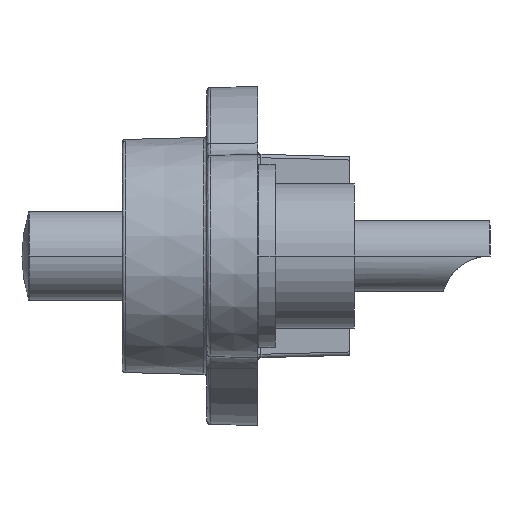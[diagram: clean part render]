
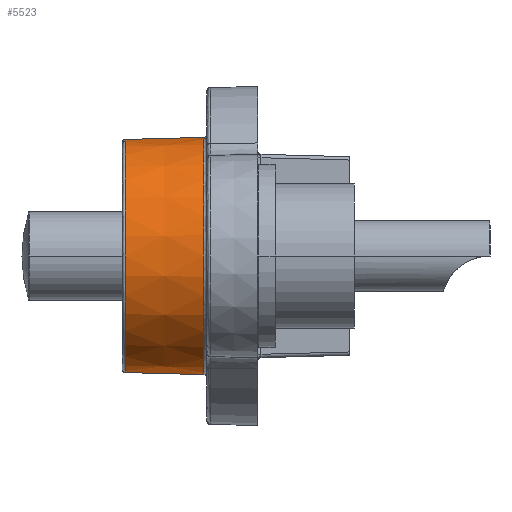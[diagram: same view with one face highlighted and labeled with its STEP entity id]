
A CAD part, left-side view. The second image highlights one B-rep face of the part: STEP entity #5523.
In plain terms, the highlighted conical face has half-angle 1.5 degrees and reference radius 3.497 mm.
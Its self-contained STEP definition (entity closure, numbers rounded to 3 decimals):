
#89 = DIRECTION ( 'NONE',  ( 0., 0., -1. ) ) ;
#340 = CARTESIAN_POINT ( 'NONE',  ( 0., 1.597, 3.497 ) ) ;
#483 = DIRECTION ( 'NONE',  ( 0., -1., -0.026 ) ) ;
#498 = CIRCLE ( 'NONE', #1189, 3.497 ) ;
#543 = VERTEX_POINT ( 'NONE', #3092 ) ;
#947 = AXIS2_PLACEMENT_3D ( 'NONE', #1917, #4714, #6341 ) ;
#1024 = LINE ( 'NONE', #6106, #1281 ) ;
#1113 = CARTESIAN_POINT ( 'NONE',  ( 0., 1.597, 0. ) ) ;
#1178 = CONICAL_SURFACE ( 'NONE', #947, 3.497, 0.026 ) ;
#1189 = AXIS2_PLACEMENT_3D ( 'NONE', #1113, #3323, #2692 ) ;
#1281 = VECTOR ( 'NONE', #483, 1000. ) ;
#1459 = DIRECTION ( 'NONE',  ( 0., 1., -0.026 ) ) ;
#1650 = VERTEX_POINT ( 'NONE', #340 ) ;
#1714 = EDGE_CURVE ( 'NONE', #3366, #543, #1024, .T. ) ;
#1787 = EDGE_CURVE ( 'NONE', #1650, #5031, #2529, .T. ) ;
#1917 = CARTESIAN_POINT ( 'NONE',  ( 0., 1.597, 0. ) ) ;
#2268 = ORIENTED_EDGE ( 'NONE', *, *, #1787, .T. ) ;
#2529 = LINE ( 'NONE', #5928, #5368 ) ;
#2692 = DIRECTION ( 'NONE',  ( 0., 0., -1. ) ) ;
#2817 = ORIENTED_EDGE ( 'NONE', *, *, #2928, .T. ) ;
#2860 = DIRECTION ( 'NONE',  ( 0., -1., 0. ) ) ;
#2928 = EDGE_CURVE ( 'NONE', #543, #1650, #498, .T. ) ;
#3092 = CARTESIAN_POINT ( 'NONE',  ( 0., 1.597, -3.497 ) ) ;
#3260 = ORIENTED_EDGE ( 'NONE', *, *, #4568, .T. ) ;
#3323 = DIRECTION ( 'NONE',  ( 0., 1., 0. ) ) ;
#3347 = CARTESIAN_POINT ( 'NONE',  ( 0., 3.903, 0. ) ) ;
#3366 = VERTEX_POINT ( 'NONE', #6598 ) ;
#4108 = FACE_OUTER_BOUND ( 'NONE', #6278, .T. ) ;
#4568 = EDGE_CURVE ( 'NONE', #5031, #3366, #5541, .T. ) ;
#4714 = DIRECTION ( 'NONE',  ( 0., -1., 0. ) ) ;
#5031 = VERTEX_POINT ( 'NONE', #6329 ) ;
#5368 = VECTOR ( 'NONE', #1459, 1000. ) ;
#5523 = ADVANCED_FACE ( 'NONE', ( #4108 ), #1178, .T. ) ;
#5541 = CIRCLE ( 'NONE', #6483, 3.437 ) ;
#5928 = CARTESIAN_POINT ( 'NONE',  ( 0., -499000., 13070.314 ) ) ;
#6106 = CARTESIAN_POINT ( 'NONE',  ( 0., -499000., -13070.314 ) ) ;
#6278 = EDGE_LOOP ( 'NONE', ( #6804, #2817, #2268, #3260 ) ) ;
#6329 = CARTESIAN_POINT ( 'NONE',  ( 0., 3.903, 3.437 ) ) ;
#6341 = DIRECTION ( 'NONE',  ( 0., 0., -1. ) ) ;
#6483 = AXIS2_PLACEMENT_3D ( 'NONE', #3347, #2860, #89 ) ;
#6598 = CARTESIAN_POINT ( 'NONE',  ( 0., 3.903, -3.437 ) ) ;
#6804 = ORIENTED_EDGE ( 'NONE', *, *, #1714, .T. ) ;
